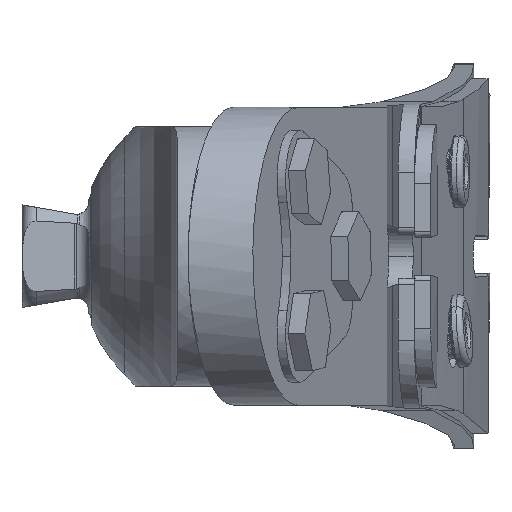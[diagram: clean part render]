
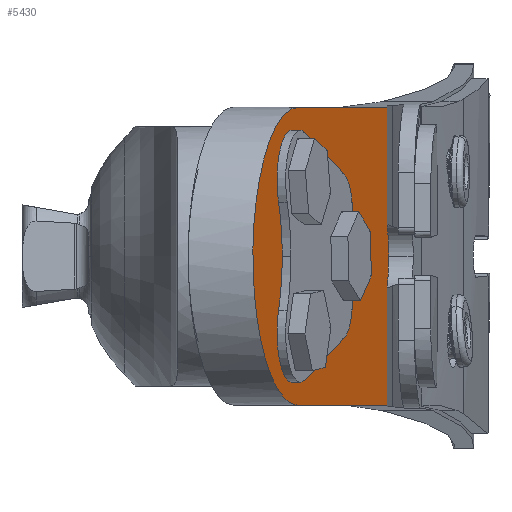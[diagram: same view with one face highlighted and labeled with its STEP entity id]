
A CAD part, left-side view. The second image highlights one B-rep face of the part: STEP entity #5430.
In plain terms, the highlighted face is planar.
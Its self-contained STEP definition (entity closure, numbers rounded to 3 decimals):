
#60 = CARTESIAN_POINT ( 'NONE',  ( 725.496, 900.933, -58.106 ) ) ;
#291 = CARTESIAN_POINT ( 'NONE',  ( 713.136, 858.214, -45.046 ) ) ;
#741 = PLANE ( 'NONE',  #8143 ) ;
#1101 = CARTESIAN_POINT ( 'NONE',  ( 762.476, 108.298, 184.227 ) ) ;
#1151 = CIRCLE ( 'NONE', #3189, 3.4 ) ;
#1154 = VERTEX_POINT ( 'NONE', #9845 ) ;
#1423 = DIRECTION ( 'NONE',  ( -1., 0., 0. ) ) ;
#1477 = DIRECTION ( 'NONE',  ( 0., 0.292, 0.956 ) ) ;
#1496 = CARTESIAN_POINT ( 'NONE',  ( 762.476, 858.214, -45.046 ) ) ;
#2301 = LINE ( 'NONE', #1101, #5512 ) ;
#2375 = EDGE_LOOP ( 'NONE', ( #11038, #13508 ) ) ;
#2398 = VERTEX_POINT ( 'NONE', #60 ) ;
#2639 = CARTESIAN_POINT ( 'NONE',  ( 750.116, 904.184, -59.1 ) ) ;
#2661 = AXIS2_PLACEMENT_3D ( 'NONE', #9359, #8160, #13027 ) ;
#2755 = ORIENTED_EDGE ( 'NONE', *, *, #5686, .T. ) ;
#2843 = VERTEX_POINT ( 'NONE', #7369 ) ;
#2851 = CARTESIAN_POINT ( 'NONE',  ( 725.496, 904.184, -59.1 ) ) ;
#2948 = CARTESIAN_POINT ( 'NONE',  ( 713.136, 907.554, -60.13 ) ) ;
#3189 = AXIS2_PLACEMENT_3D ( 'NONE', #2639, #11002, #9652 ) ;
#3515 = LINE ( 'NONE', #5989, #11299 ) ;
#3761 = DIRECTION ( 'NONE',  ( 0., 0.956, -0.292 ) ) ;
#3813 = EDGE_LOOP ( 'NONE', ( #2755, #6754 ) ) ;
#3947 = EDGE_CURVE ( 'NONE', #15164, #2843, #12539, .T. ) ;
#4026 = FACE_OUTER_BOUND ( 'NONE', #14686, .T. ) ;
#4048 = DIRECTION ( 'NONE',  ( 0., -0.956, 0.292 ) ) ;
#4084 = AXIS2_PLACEMENT_3D ( 'NONE', #2851, #12553, #4048 ) ;
#4104 = CARTESIAN_POINT ( 'NONE',  ( 750.116, 904.184, -59.1 ) ) ;
#4131 = CARTESIAN_POINT ( 'NONE',  ( 713.136, 907.554, -60.13 ) ) ;
#4197 = ORIENTED_EDGE ( 'NONE', *, *, #14449, .T. ) ;
#4204 = VECTOR ( 'NONE', #3761, 1000. ) ;
#4895 = LINE ( 'NONE', #13448, #4204 ) ;
#4934 = EDGE_CURVE ( 'NONE', #8482, #2398, #5366, .T. ) ;
#5097 = EDGE_CURVE ( 'NONE', #1154, #13581, #13229, .T. ) ;
#5366 = CIRCLE ( 'NONE', #4084, 3.4 ) ;
#5417 = ORIENTED_EDGE ( 'NONE', *, *, #6096, .T. ) ;
#5430 = ADVANCED_FACE ( 'NONE', ( #7907, #10385, #6721, #4026 ), #741, .F. ) ;
#5512 = VECTOR ( 'NONE', #8698, 1000. ) ;
#5686 = EDGE_CURVE ( 'NONE', #2398, #8482, #9915, .T. ) ;
#5989 = CARTESIAN_POINT ( 'NONE',  ( 842.476, 961.249, -76.547 ) ) ;
#6096 = EDGE_CURVE ( 'NONE', #6301, #8439, #6883, .T. ) ;
#6301 = VERTEX_POINT ( 'NONE', #13914 ) ;
#6486 = ORIENTED_EDGE ( 'NONE', *, *, #14965, .F. ) ;
#6721 = FACE_BOUND ( 'NONE', #2375, .T. ) ;
#6754 = ORIENTED_EDGE ( 'NONE', *, *, #4934, .T. ) ;
#6883 =( BOUNDED_CURVE ( )  B_SPLINE_CURVE ( 3, ( #11126, #1496, #291, #4131 ),
 .UNSPECIFIED., .F., .F. ) 
 B_SPLINE_CURVE_WITH_KNOTS ( ( 4, 4 ),
 ( 4.712, 7.854 ),
 .UNSPECIFIED. ) 
 CURVE ( )  GEOMETRIC_REPRESENTATION_ITEM ( )  RATIONAL_B_SPLINE_CURVE ( ( 1., 0.333, 0.333, 1. ) ) 
 REPRESENTATION_ITEM ( '' )  );
#7369 = CARTESIAN_POINT ( 'NONE',  ( 750.116, 900.933, -58.106 ) ) ;
#7907 = FACE_BOUND ( 'NONE', #3813, .T. ) ;
#8003 = DIRECTION ( 'NONE',  ( 0., 0.292, 0.956 ) ) ;
#8062 = DIRECTION ( 'NONE',  ( 0., -0.956, 0.292 ) ) ;
#8143 = AXIS2_PLACEMENT_3D ( 'NONE', #11491, #8862, #13720 ) ;
#8160 = DIRECTION ( 'NONE',  ( 0., 0.292, 0.956 ) ) ;
#8439 = VERTEX_POINT ( 'NONE', #2948 ) ;
#8482 = VERTEX_POINT ( 'NONE', #11525 ) ;
#8698 = DIRECTION ( 'NONE',  ( 0., 0.956, -0.292 ) ) ;
#8862 = DIRECTION ( 'NONE',  ( 0., 0.292, 0.956 ) ) ;
#9359 = CARTESIAN_POINT ( 'NONE',  ( 737.806, 926.733, -65.994 ) ) ;
#9652 = DIRECTION ( 'NONE',  ( 0., -0.956, 0.292 ) ) ;
#9715 = VERTEX_POINT ( 'NONE', #15697 ) ;
#9845 = CARTESIAN_POINT ( 'NONE',  ( 737.806, 929.985, -66.988 ) ) ;
#9915 = CIRCLE ( 'NONE', #11969, 3.4 ) ;
#10051 = EDGE_CURVE ( 'NONE', #9715, #15092, #3515, .T. ) ;
#10385 = FACE_BOUND ( 'NONE', #14938, .T. ) ;
#11002 = DIRECTION ( 'NONE',  ( 0., 0.292, 0.956 ) ) ;
#11022 = AXIS2_PLACEMENT_3D ( 'NONE', #4104, #1477, #12377 ) ;
#11038 = ORIENTED_EDGE ( 'NONE', *, *, #13851, .T. ) ;
#11126 = CARTESIAN_POINT ( 'NONE',  ( 762.476, 907.554, -60.13 ) ) ;
#11299 = VECTOR ( 'NONE', #1423, 1000. ) ;
#11491 = CARTESIAN_POINT ( 'NONE',  ( 842.476, 60.767, 198.759 ) ) ;
#11525 = CARTESIAN_POINT ( 'NONE',  ( 725.496, 907.436, -60.094 ) ) ;
#11896 = CARTESIAN_POINT ( 'NONE',  ( 725.496, 904.184, -59.1 ) ) ;
#11969 = AXIS2_PLACEMENT_3D ( 'NONE', #11896, #13165, #8062 ) ;
#12320 = CARTESIAN_POINT ( 'NONE',  ( 737.806, 923.482, -65. ) ) ;
#12377 = DIRECTION ( 'NONE',  ( 0., -0.956, 0.292 ) ) ;
#12476 = ORIENTED_EDGE ( 'NONE', *, *, #10051, .F. ) ;
#12539 = CIRCLE ( 'NONE', #11022, 3.4 ) ;
#12553 = DIRECTION ( 'NONE',  ( 0., 0.292, 0.956 ) ) ;
#12864 = DIRECTION ( 'NONE',  ( 0., -0.956, 0.292 ) ) ;
#13027 = DIRECTION ( 'NONE',  ( 0., -0.956, 0.292 ) ) ;
#13165 = DIRECTION ( 'NONE',  ( 0., 0.292, 0.956 ) ) ;
#13229 = CIRCLE ( 'NONE', #15511, 3.4 ) ;
#13448 = CARTESIAN_POINT ( 'NONE',  ( 713.406, 108.519, 184.159 ) ) ;
#13508 = ORIENTED_EDGE ( 'NONE', *, *, #5097, .T. ) ;
#13581 = VERTEX_POINT ( 'NONE', #12320 ) ;
#13720 = DIRECTION ( 'NONE',  ( 0., -0.956, 0.292 ) ) ;
#13732 = ORIENTED_EDGE ( 'NONE', *, *, #3947, .T. ) ;
#13851 = EDGE_CURVE ( 'NONE', #13581, #1154, #14371, .T. ) ;
#13914 = CARTESIAN_POINT ( 'NONE',  ( 762.476, 907.554, -60.13 ) ) ;
#14072 = CARTESIAN_POINT ( 'NONE',  ( 737.806, 926.733, -65.994 ) ) ;
#14371 = CIRCLE ( 'NONE', #2661, 3.4 ) ;
#14378 = EDGE_CURVE ( 'NONE', #8439, #15092, #4895, .T. ) ;
#14449 = EDGE_CURVE ( 'NONE', #2843, #15164, #1151, .T. ) ;
#14686 = EDGE_LOOP ( 'NONE', ( #6486, #5417, #15643, #12476 ) ) ;
#14938 = EDGE_LOOP ( 'NONE', ( #4197, #13732 ) ) ;
#14965 = EDGE_CURVE ( 'NONE', #6301, #9715, #2301, .T. ) ;
#15092 = VERTEX_POINT ( 'NONE', #15672 ) ;
#15150 = CARTESIAN_POINT ( 'NONE',  ( 750.116, 907.436, -60.094 ) ) ;
#15164 = VERTEX_POINT ( 'NONE', #15150 ) ;
#15511 = AXIS2_PLACEMENT_3D ( 'NONE', #14072, #8003, #12864 ) ;
#15643 = ORIENTED_EDGE ( 'NONE', *, *, #14378, .T. ) ;
#15672 = CARTESIAN_POINT ( 'NONE',  ( 713.118, 961.249, -76.547 ) ) ;
#15697 = CARTESIAN_POINT ( 'NONE',  ( 762.476, 961.249, -76.547 ) ) ;
